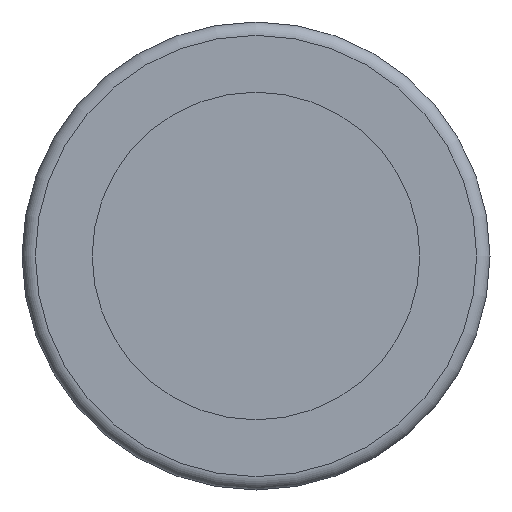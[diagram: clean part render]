
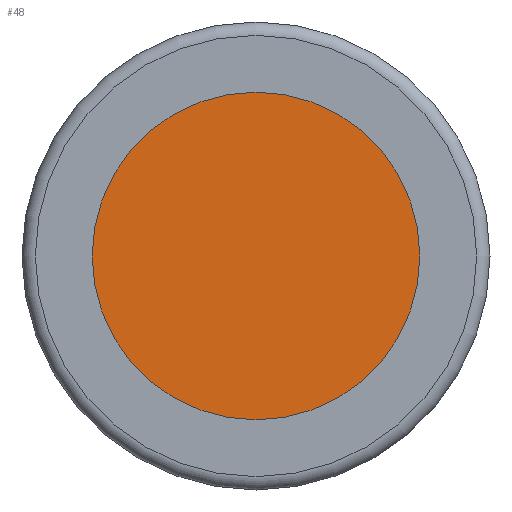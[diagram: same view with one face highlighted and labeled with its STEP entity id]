
A CAD part, front view. The second image highlights one B-rep face of the part: STEP entity #48.
In plain terms, the highlighted planar face has unit normal (0, -1, 0).
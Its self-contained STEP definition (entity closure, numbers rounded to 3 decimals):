
#48 = ADVANCED_FACE( '', ( #103 ), #104, .F. );
#103 = FACE_OUTER_BOUND( '', #164, .T. );
#104 = PLANE( '', #165 );
#164 = EDGE_LOOP( '', ( #229 ) );
#165 = AXIS2_PLACEMENT_3D( '', #230, #231, #232 );
#229 = ORIENTED_EDGE( '', *, *, #294, .T. );
#230 = CARTESIAN_POINT( '', ( -2.1, 0.35, 0. ) );
#231 = DIRECTION( '', ( 0., 1., 0. ) );
#232 = DIRECTION( '', ( 0., 0., 1. ) );
#294 = EDGE_CURVE( '', #328, #328, #329, .T. );
#328 = VERTEX_POINT( '', #366 );
#329 = CIRCLE( '', #367, 2.1 );
#366 = CARTESIAN_POINT( '', ( 0., 0.35, -2.1 ) );
#367 = AXIS2_PLACEMENT_3D( '', #406, #407, #408 );
#406 = CARTESIAN_POINT( '', ( 0., 0.35, 0. ) );
#407 = DIRECTION( '', ( 0., -1., 0. ) );
#408 = DIRECTION( '', ( 0., 0., -1. ) );
